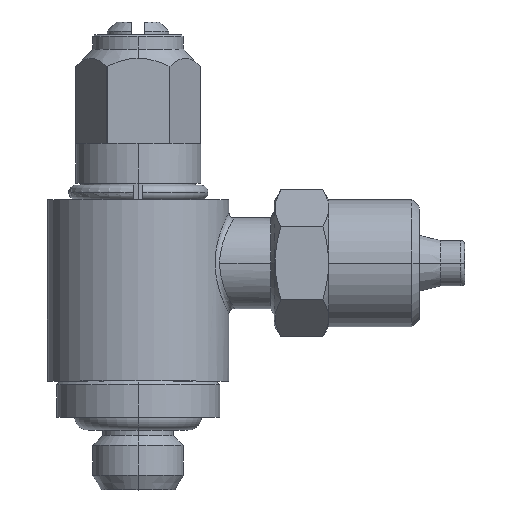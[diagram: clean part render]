
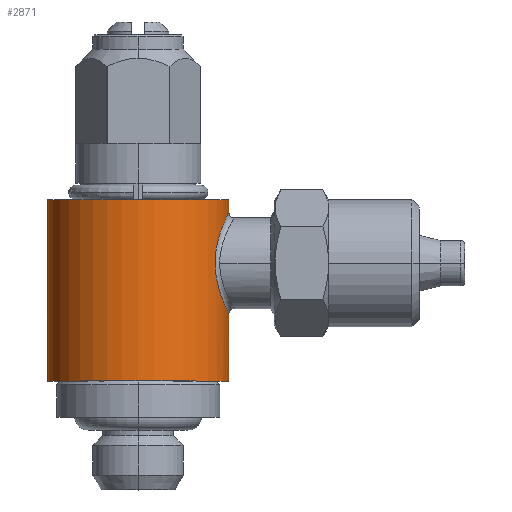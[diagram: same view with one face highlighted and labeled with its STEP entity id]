
A CAD part, top view. The second image highlights one B-rep face of the part: STEP entity #2871.
In plain terms, the highlighted cylindrical face has radius 5 mm (diameter 10 mm), a partial arc.
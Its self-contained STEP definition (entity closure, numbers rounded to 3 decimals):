
#42 = CARTESIAN_POINT ( 'NONE',  ( 4.999, 15.299, 0.096 ) ) ;
#46 = CARTESIAN_POINT ( 'NONE',  ( 5., 15.3, 0. ) ) ;
#50 = LINE ( 'NONE', #61, #97 ) ;
#51 = CIRCLE ( 'NONE', #80, 5. ) ;
#61 = CARTESIAN_POINT ( 'NONE',  ( 5., 5.5, 0. ) ) ;
#66 = CARTESIAN_POINT ( 'NONE',  ( 5., 15.3, 0.048 ) ) ;
#69 = DIRECTION ( 'NONE',  ( 0., -1., 0. ) ) ;
#71 = DIRECTION ( 'NONE',  ( 0., -1., 0. ) ) ;
#72 = CARTESIAN_POINT ( 'NONE',  ( 4.982, 15.263, 0.464 ) ) ;
#80 = AXIS2_PLACEMENT_3D ( 'NONE', #83, #69, #85 ) ;
#83 = CARTESIAN_POINT ( 'NONE',  ( 0., 6., 0. ) ) ;
#85 = DIRECTION ( 'NONE',  ( 0., 0., 1. ) ) ;
#91 = CARTESIAN_POINT ( 'NONE',  ( 4.992, 15.283, 0.288 ) ) ;
#92 = CARTESIAN_POINT ( 'NONE',  ( 4.963, 15.224, 0.633 ) ) ;
#97 = VECTOR ( 'NONE', #71, 1000. ) ;
#173 = VECTOR ( 'NONE', #177, 1000. ) ;
#177 = DIRECTION ( 'NONE',  ( 0., -1., 0. ) ) ;
#180 = CARTESIAN_POINT ( 'NONE',  ( -5., 5.5, 0. ) ) ;
#196 = LINE ( 'NONE', #180, #173 ) ;
#213 = B_SPLINE_CURVE_WITH_KNOTS ( 'NONE', 3,
 ( #228, #227, #226, #42, #66, #46 ),
 .UNSPECIFIED., .F., .F.,
 ( 4, 2, 4 ),
 ( 0.017, 0.017, 0.017 ),
 .UNSPECIFIED. ) ;
#226 = CARTESIAN_POINT ( 'NONE',  ( 4.997, 15.293, 0.192 ) ) ;
#227 = CARTESIAN_POINT ( 'NONE',  ( 4.994, 15.289, 0.24 ) ) ;
#228 = CARTESIAN_POINT ( 'NONE',  ( 4.992, 15.283, 0.288 ) ) ;
#230 = CARTESIAN_POINT ( 'NONE',  ( 5., 15.3, 0. ) ) ;
#243 = CYLINDRICAL_SURFACE ( 'NONE', #275, 5. ) ;
#253 = CARTESIAN_POINT ( 'NONE',  ( 0., 5.5, 0. ) ) ;
#257 = DIRECTION ( 'NONE',  ( 1., 0., 0. ) ) ;
#265 = FACE_OUTER_BOUND ( 'NONE', #2861, .T. ) ;
#266 = DIRECTION ( 'NONE',  ( 0., -1., 0. ) ) ;
#268 = CARTESIAN_POINT ( 'NONE',  ( -5., 16., 0. ) ) ;
#275 = AXIS2_PLACEMENT_3D ( 'NONE', #253, #266, #257 ) ;
#303 = CARTESIAN_POINT ( 'NONE',  ( 5., 9.7, 0. ) ) ;
#304 = CARTESIAN_POINT ( 'NONE',  ( 4.992, 15.283, 0.288 ) ) ;
#321 = CARTESIAN_POINT ( 'NONE',  ( -5., 6., 0. ) ) ;
#328 = CIRCLE ( 'NONE', #350, 5. ) ;
#336 = DIRECTION ( 'NONE',  ( 0., -1., 0. ) ) ;
#337 = VECTOR ( 'NONE', #336, 1000. ) ;
#338 = CARTESIAN_POINT ( 'NONE',  ( 5., 5.5, 0. ) ) ;
#339 = LINE ( 'NONE', #338, #337 ) ;
#347 = DIRECTION ( 'NONE',  ( 0., 0., -1. ) ) ;
#348 = DIRECTION ( 'NONE',  ( 0., 1., 0. ) ) ;
#349 = CARTESIAN_POINT ( 'NONE',  ( 0., 16., 0. ) ) ;
#350 = AXIS2_PLACEMENT_3D ( 'NONE', #349, #348, #347 ) ;
#363 = CARTESIAN_POINT ( 'NONE',  ( 4.552, 10.755, 2.072 ) ) ;
#364 = CARTESIAN_POINT ( 'NONE',  ( 4.598, 10.623, 1.967 ) ) ;
#365 = CARTESIAN_POINT ( 'NONE',  ( 4.314, 11.668, 2.527 ) ) ;
#366 = CARTESIAN_POINT ( 'NONE',  ( 4.346, 11.505, 2.474 ) ) ;
#367 = CARTESIAN_POINT ( 'NONE',  ( 4.419, 11.19, 2.34 ) ) ;
#368 = CARTESIAN_POINT ( 'NONE',  ( 4.462, 11.037, 2.258 ) ) ;
#371 = CARTESIAN_POINT ( 'NONE',  ( 4.739, 10.256, 1.614 ) ) ;
#372 = CARTESIAN_POINT ( 'NONE',  ( 4.83, 10.056, 1.334 ) ) ;
#373 = CARTESIAN_POINT ( 'NONE',  ( 4.928, 9.846, 0.859 ) ) ;
#374 = B_SPLINE_CURVE_WITH_KNOTS ( 'NONE', 3,
 ( #389, #388, #376, #375, #373, #372, #371, #364, #363, #368, #367, #366, #365, #401, #400, #399, #398, #395, #394, #393, #392, #391, #385, #384, #383, #382, #381, #380, #379, #92, #72, #91 ),
 .UNSPECIFIED., .F., .F.,
 ( 4, 2, 2, 2, 2, 2, 2, 2, 2, 2, 2, 2, 2, 2, 2, 4 ),
 ( 0.009, 0.009, 0.01, 0.011, 0.011, 0.012, 0.012, 0.013, 0.013, 0.014, 0.015, 0.015, 0.016, 0.016, 0.017, 0.017 ),
 .UNSPECIFIED. ) ;
#375 = CARTESIAN_POINT ( 'NONE',  ( 4.954, 9.792, 0.695 ) ) ;
#376 = CARTESIAN_POINT ( 'NONE',  ( 4.99, 9.719, 0.354 ) ) ;
#379 = CARTESIAN_POINT ( 'NONE',  ( 4.91, 15.115, 0.959 ) ) ;
#380 = CARTESIAN_POINT ( 'NONE',  ( 4.876, 15.043, 1.118 ) ) ;
#381 = CARTESIAN_POINT ( 'NONE',  ( 4.798, 14.871, 1.415 ) ) ;
#382 = CARTESIAN_POINT ( 'NONE',  ( 4.755, 14.772, 1.552 ) ) ;
#383 = CARTESIAN_POINT ( 'NONE',  ( 4.664, 14.55, 1.807 ) ) ;
#384 = CARTESIAN_POINT ( 'NONE',  ( 4.616, 14.426, 1.925 ) ) ;
#385 = CARTESIAN_POINT ( 'NONE',  ( 4.523, 14.159, 2.134 ) ) ;
#386 = CARTESIAN_POINT ( 'NONE',  ( 5., 6., 0. ) ) ;
#388 = CARTESIAN_POINT ( 'NONE',  ( 5., 9.7, 0.177 ) ) ;
#389 = CARTESIAN_POINT ( 'NONE',  ( 5., 9.7, 0. ) ) ;
#391 = CARTESIAN_POINT ( 'NONE',  ( 4.478, 14.017, 2.226 ) ) ;
#392 = CARTESIAN_POINT ( 'NONE',  ( 4.395, 13.715, 2.386 ) ) ;
#393 = CARTESIAN_POINT ( 'NONE',  ( 4.358, 13.554, 2.453 ) ) ;
#394 = CARTESIAN_POINT ( 'NONE',  ( 4.297, 13.225, 2.557 ) ) ;
#395 = CARTESIAN_POINT ( 'NONE',  ( 4.274, 13.053, 2.595 ) ) ;
#398 = CARTESIAN_POINT ( 'NONE',  ( 4.247, 12.705, 2.64 ) ) ;
#399 = CARTESIAN_POINT ( 'NONE',  ( 4.242, 12.531, 2.647 ) ) ;
#400 = CARTESIAN_POINT ( 'NONE',  ( 4.253, 12.181, 2.63 ) ) ;
#401 = CARTESIAN_POINT ( 'NONE',  ( 4.268, 12.005, 2.605 ) ) ;
#402 = CARTESIAN_POINT ( 'NONE',  ( 5., 16., 0. ) ) ;
#2819 = VERTEX_POINT ( 'NONE', #304 ) ;
#2821 = VERTEX_POINT ( 'NONE', #303 ) ;
#2834 = EDGE_CURVE ( 'NONE', #2892, #2907, #196, .T. ) ;
#2861 = EDGE_LOOP ( 'NONE', ( #2891, #2922, #2917, #2876, #2920, #2898, #2893 ) ) ;
#2863 = VERTEX_POINT ( 'NONE', #230 ) ;
#2866 = EDGE_CURVE ( 'NONE', #2819, #2863, #213, .T. ) ;
#2871 = ADVANCED_FACE ( 'NONE', ( #265 ), #243, .T. ) ;
#2876 = ORIENTED_EDGE ( 'NONE', *, *, #2913, .F. ) ;
#2891 = ORIENTED_EDGE ( 'NONE', *, *, #2904, .F. ) ;
#2892 = VERTEX_POINT ( 'NONE', #268 ) ;
#2893 = ORIENTED_EDGE ( 'NONE', *, *, #2894, .F. ) ;
#2894 = EDGE_CURVE ( 'NONE', #2923, #2863, #50, .T. ) ;
#2898 = ORIENTED_EDGE ( 'NONE', *, *, #2866, .T. ) ;
#2904 = EDGE_CURVE ( 'NONE', #2892, #2923, #328, .T. ) ;
#2907 = VERTEX_POINT ( 'NONE', #321 ) ;
#2913 = EDGE_CURVE ( 'NONE', #2821, #2919, #339, .T. ) ;
#2917 = ORIENTED_EDGE ( 'NONE', *, *, #2918, .F. ) ;
#2918 = EDGE_CURVE ( 'NONE', #2919, #2907, #51, .T. ) ;
#2919 = VERTEX_POINT ( 'NONE', #386 ) ;
#2920 = ORIENTED_EDGE ( 'NONE', *, *, #2930, .T. ) ;
#2922 = ORIENTED_EDGE ( 'NONE', *, *, #2834, .T. ) ;
#2923 = VERTEX_POINT ( 'NONE', #402 ) ;
#2930 = EDGE_CURVE ( 'NONE', #2821, #2819, #374, .T. ) ;
